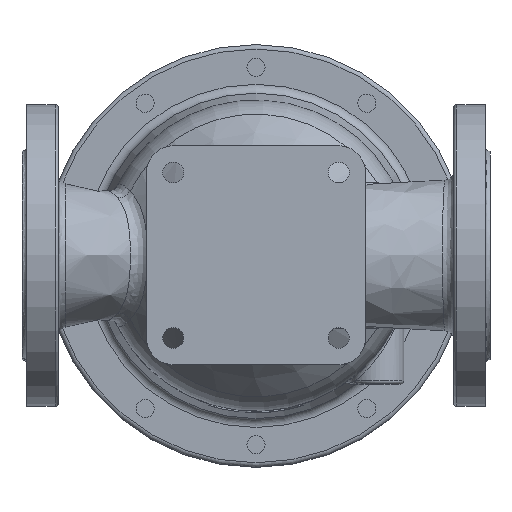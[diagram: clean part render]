
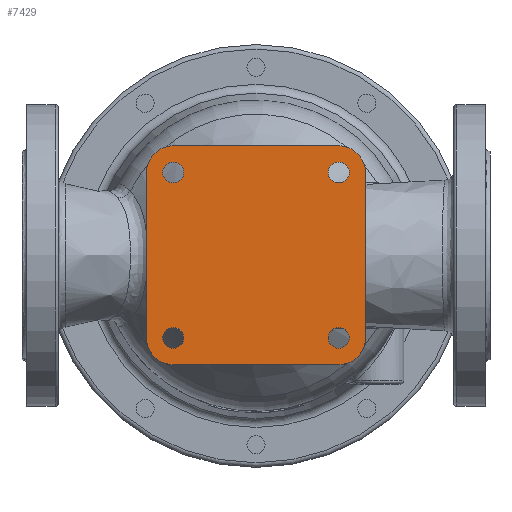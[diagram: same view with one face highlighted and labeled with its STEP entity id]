
A CAD part, top view. The second image highlights one B-rep face of the part: STEP entity #7429.
In plain terms, the highlighted planar face has unit normal (0, 0, 1).
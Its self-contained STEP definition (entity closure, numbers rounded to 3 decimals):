
#719=LINE('',#16876,#1197);
#723=LINE('',#16885,#1201);
#728=LINE('',#16919,#1206);
#729=LINE('',#16920,#1207);
#1197=VECTOR('',#10178,109.602);
#1201=VECTOR('',#10188,109.602);
#1206=VECTOR('',#10233,109.602);
#1207=VECTOR('',#10234,109.602);
#1426=PLANE('',#8206);
#1659=FACE_BOUND('',#2805,.T.);
#1660=FACE_BOUND('',#2806,.T.);
#1661=FACE_BOUND('',#2807,.T.);
#1662=FACE_BOUND('',#2808,.T.);
#2117=FACE_OUTER_BOUND('',#2804,.T.);
#2804=EDGE_LOOP('',(#6820,#6821,#6822,#6823,#6824,#6825,#6826,#6827));
#2805=EDGE_LOOP('',(#6828));
#2806=EDGE_LOOP('',(#6829));
#2807=EDGE_LOOP('',(#6830));
#2808=EDGE_LOOP('',(#6831));
#3176=CIRCLE('',#8185,17.699);
#3177=CIRCLE('',#8188,17.699);
#3179=CIRCLE('',#8195,6.918);
#3180=CIRCLE('',#8197,6.918);
#3181=CIRCLE('',#8199,6.918);
#3182=CIRCLE('',#8201,6.918);
#3183=CIRCLE('',#8203,17.699);
#3184=CIRCLE('',#8205,17.699);
#3863=VERTEX_POINT('',#16873);
#3864=VERTEX_POINT('',#16875);
#3865=VERTEX_POINT('',#16879);
#3866=VERTEX_POINT('',#16883);
#3867=VERTEX_POINT('',#16887);
#3869=VERTEX_POINT('',#16897);
#3870=VERTEX_POINT('',#16900);
#3871=VERTEX_POINT('',#16903);
#3872=VERTEX_POINT('',#16906);
#3873=VERTEX_POINT('',#16909);
#3874=VERTEX_POINT('',#16913);
#3875=VERTEX_POINT('',#16915);
#4844=EDGE_CURVE('',#3864,#3863,#719,.T.);
#4847=EDGE_CURVE('',#3863,#3865,#3176,.T.);
#4849=EDGE_CURVE('',#3865,#3866,#723,.T.);
#4851=EDGE_CURVE('',#3866,#3867,#3177,.T.);
#4853=EDGE_CURVE('',#3869,#3869,#3179,.T.);
#4854=EDGE_CURVE('',#3870,#3870,#3180,.T.);
#4855=EDGE_CURVE('',#3871,#3871,#3181,.T.);
#4856=EDGE_CURVE('',#3872,#3872,#3182,.T.);
#4857=EDGE_CURVE('',#3873,#3864,#3183,.T.);
#4860=EDGE_CURVE('',#3875,#3874,#3184,.T.);
#4862=EDGE_CURVE('',#3867,#3875,#728,.T.);
#4863=EDGE_CURVE('',#3874,#3873,#729,.T.);
#6820=ORIENTED_EDGE('',*,*,#4847,.T.);
#6821=ORIENTED_EDGE('',*,*,#4849,.T.);
#6822=ORIENTED_EDGE('',*,*,#4851,.T.);
#6823=ORIENTED_EDGE('',*,*,#4862,.T.);
#6824=ORIENTED_EDGE('',*,*,#4860,.T.);
#6825=ORIENTED_EDGE('',*,*,#4863,.T.);
#6826=ORIENTED_EDGE('',*,*,#4857,.T.);
#6827=ORIENTED_EDGE('',*,*,#4844,.T.);
#6828=ORIENTED_EDGE('',*,*,#4853,.T.);
#6829=ORIENTED_EDGE('',*,*,#4854,.T.);
#6830=ORIENTED_EDGE('',*,*,#4855,.T.);
#6831=ORIENTED_EDGE('',*,*,#4856,.T.);
#7429=ADVANCED_FACE('',(#2117,#1659,#1660,#1661,#1662),#1426,.F.);
#8185=AXIS2_PLACEMENT_3D('',#16881,#10183,#10184);
#8188=AXIS2_PLACEMENT_3D('',#16889,#10192,#10193);
#8195=AXIS2_PLACEMENT_3D('',#16898,#10206,#10207);
#8197=AXIS2_PLACEMENT_3D('',#16901,#10210,#10211);
#8199=AXIS2_PLACEMENT_3D('',#16904,#10214,#10215);
#8201=AXIS2_PLACEMENT_3D('',#16907,#10218,#10219);
#8203=AXIS2_PLACEMENT_3D('',#16910,#10222,#10223);
#8205=AXIS2_PLACEMENT_3D('',#16916,#10228,#10229);
#8206=AXIS2_PLACEMENT_3D('',#16918,#10231,#10232);
#10178=DIRECTION('',(-1.,0.,0.));
#10183=DIRECTION('center_axis',(0.,0.,
1.));
#10184=DIRECTION('ref_axis',(0.,1.,0.));
#10188=DIRECTION('',(0.,-1.,0.));
#10192=DIRECTION('center_axis',(0.,0.,
1.));
#10193=DIRECTION('ref_axis',(-1.,0.,0.));
#10206=DIRECTION('center_axis',(0.,0.,
-1.));
#10207=DIRECTION('ref_axis',(0.,-1.,0.));
#10210=DIRECTION('center_axis',(0.,0.,
-1.));
#10211=DIRECTION('ref_axis',(-1.,0.,0.));
#10214=DIRECTION('center_axis',(0.,0.,
-1.));
#10215=DIRECTION('ref_axis',(0.,1.,0.));
#10218=DIRECTION('center_axis',(0.,0.,
-1.));
#10219=DIRECTION('ref_axis',(1.,0.,0.));
#10222=DIRECTION('center_axis',(0.,0.,
1.));
#10223=DIRECTION('ref_axis',(1.,0.,0.));
#10228=DIRECTION('center_axis',(0.,0.,
1.));
#10229=DIRECTION('ref_axis',(0.,-1.,0.));
#10231=DIRECTION('center_axis',(0.,0.,
-1.));
#10232=DIRECTION('ref_axis',(-1.,0.,0.));
#10233=DIRECTION('',(1.,0.,0.));
#10234=DIRECTION('',(0.,1.,0.));
#16873=CARTESIAN_POINT('',(-54.801,72.5,108.));
#16875=CARTESIAN_POINT('',(54.801,72.5,108.));
#16876=CARTESIAN_POINT('',(72.5,72.5,108.));
#16879=CARTESIAN_POINT('',(-72.5,54.801,108.));
#16881=CARTESIAN_POINT('Origin',(-54.801,54.801,108.));
#16883=CARTESIAN_POINT('',(-72.5,-54.801,108.));
#16885=CARTESIAN_POINT('',(-72.5,72.5,108.));
#16887=CARTESIAN_POINT('',(-54.801,-72.5,108.));
#16889=CARTESIAN_POINT('Origin',(-54.801,-54.801,108.));
#16897=CARTESIAN_POINT('',(-54.801,47.883,108.));
#16898=CARTESIAN_POINT('Origin',(-54.801,54.801,108.));
#16900=CARTESIAN_POINT('',(47.883,54.801,108.));
#16901=CARTESIAN_POINT('Origin',(54.801,54.801,108.));
#16903=CARTESIAN_POINT('',(54.801,-47.883,108.));
#16904=CARTESIAN_POINT('Origin',(54.801,-54.801,108.));
#16906=CARTESIAN_POINT('',(-47.883,-54.801,108.));
#16907=CARTESIAN_POINT('Origin',(-54.801,-54.801,108.));
#16909=CARTESIAN_POINT('',(72.5,54.801,108.));
#16910=CARTESIAN_POINT('Origin',(54.801,54.801,108.));
#16913=CARTESIAN_POINT('',(72.5,-54.801,108.));
#16915=CARTESIAN_POINT('',(54.801,-72.5,108.));
#16916=CARTESIAN_POINT('Origin',(54.801,-54.801,108.));
#16918=CARTESIAN_POINT('Origin',(0.,0.,108.));
#16919=CARTESIAN_POINT('',(-72.5,-72.5,108.));
#16920=CARTESIAN_POINT('',(72.5,-72.5,108.));
